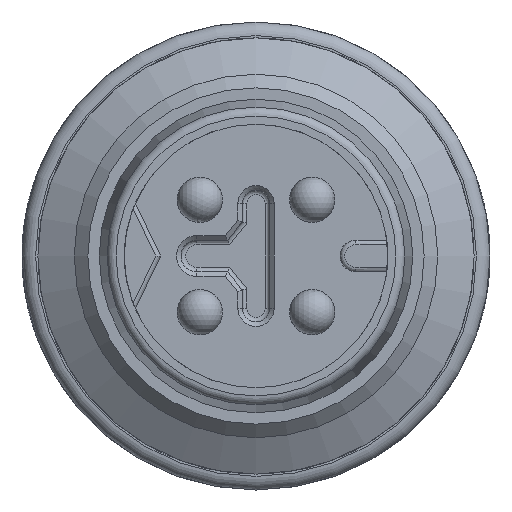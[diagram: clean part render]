
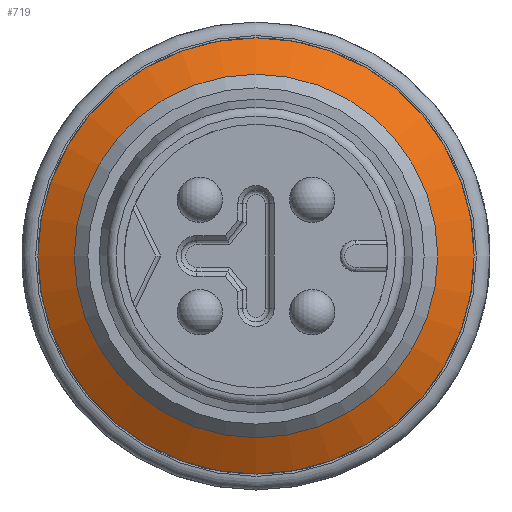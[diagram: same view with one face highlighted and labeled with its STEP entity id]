
A CAD part, front view. The second image highlights one B-rep face of the part: STEP entity #719.
In plain terms, the highlighted conical face has half-angle 60 degrees and reference radius 4 mm.
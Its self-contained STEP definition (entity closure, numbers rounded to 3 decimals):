
#44=CONICAL_SURFACE('',#2823,4.,60.);
#719=ADVANCED_FACE('',(#881,#882),#44,.T.);
#881=FACE_BOUND('',#1033,.T.);
#882=FACE_BOUND('',#1034,.T.);
#1033=EDGE_LOOP('',(#1528));
#1034=EDGE_LOOP('',(#1529));
#1528=ORIENTED_EDGE('',*,*,#2303,.F.);
#1529=ORIENTED_EDGE('',*,*,#2301,.T.);
#1995=VERTEX_POINT('',#5224);
#1997=VERTEX_POINT('',#5229);
#2301=EDGE_CURVE('',#1995,#1995,#2577,.T.);
#2303=EDGE_CURVE('',#1997,#1997,#2579,.T.);
#2577=CIRCLE('',#2819,4.);
#2579=CIRCLE('',#2822,4.8);
#2819=AXIS2_PLACEMENT_3D('',#5223,#3368,#3369);
#2822=AXIS2_PLACEMENT_3D('',#5228,#3374,#3375);
#2823=AXIS2_PLACEMENT_3D('',#5230,#3376,#3377);
#3368=DIRECTION('',(0.,1.,0.));
#3369=DIRECTION('',(0.,0.,-1.));
#3374=DIRECTION('',(0.,1.,0.));
#3375=DIRECTION('',(0.,0.,-1.));
#3376=DIRECTION('',(0.,1.,0.));
#3377=DIRECTION('',(0.,0.,-1.));
#5223=CARTESIAN_POINT('',(105.675,-9.675,0.));
#5224=CARTESIAN_POINT('',(105.675,-9.675,-4.));
#5228=CARTESIAN_POINT('',(105.675,-9.213,0.));
#5229=CARTESIAN_POINT('',(105.675,-9.213,-4.8));
#5230=CARTESIAN_POINT('',(105.675,-9.675,0.));
